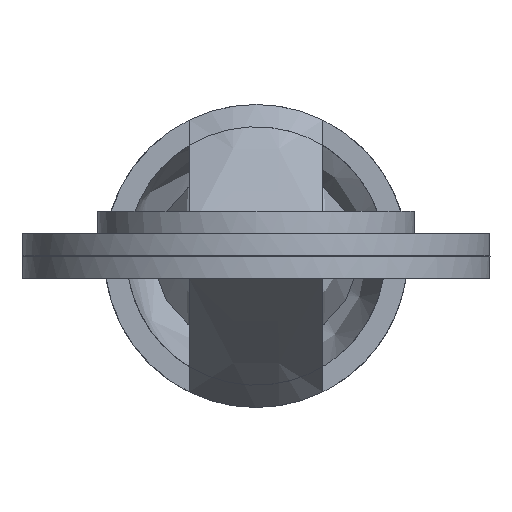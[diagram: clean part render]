
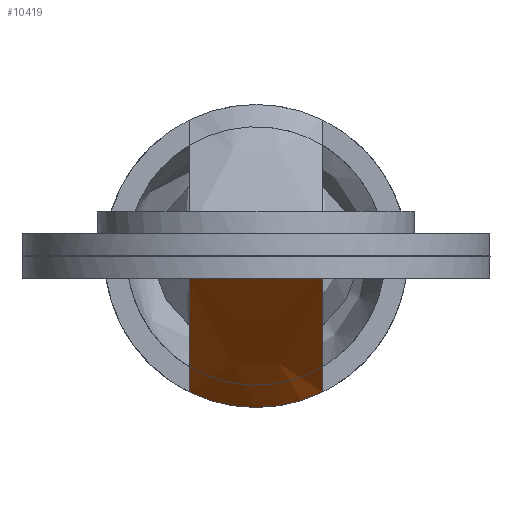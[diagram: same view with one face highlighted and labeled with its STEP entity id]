
A CAD part, left-side view. The second image highlights one B-rep face of the part: STEP entity #10419.
In plain terms, the highlighted free-form (B-spline) face has degree [3, 3] with [4, 4] control points.
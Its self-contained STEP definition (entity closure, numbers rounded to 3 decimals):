
#9536=CARTESIAN_POINT('',(-202.264,-1.5,-3.051));
#9537=VERTEX_POINT('',#9536);
#9543=CARTESIAN_POINT('',(-202.264,1.5,-3.051));
#9544=VERTEX_POINT('',#9543);
#9545=CARTESIAN_POINT('',(-202.264,-1.5,-3.051));
#9546=CARTESIAN_POINT('',(-202.264,-0.554,-3.516));
#9547=CARTESIAN_POINT('',(-202.264,0.554,-3.516));
#9548=CARTESIAN_POINT('',(-202.264,1.5,-3.051));
#9549=B_SPLINE_CURVE_WITH_KNOTS('',3,(#9545,#9546,#9547,#9548),.UNSPECIFIED.,.F.,.U.,(4,4),(0.75,1.0),.UNSPECIFIED.);
#9550=EDGE_CURVE('',#9537,#9544,#9549,.T.);
#10261=CARTESIAN_POINT('',(-205.869,1.5,-0.5));
#10262=VERTEX_POINT('',#10261);
#10263=CARTESIAN_POINT('',(-205.869,-1.5,-0.5));
#10264=VERTEX_POINT('',#10263);
#10295=CARTESIAN_POINT('',(-205.869,-1.5,-0.5));
#10296=CARTESIAN_POINT('',(-205.869,1.5,-0.5));
#10297=QUASI_UNIFORM_CURVE('',1,(#10295,#10296),.UNSPECIFIED.,.F.,.U.);
#10298=EDGE_CURVE('',#10264,#10262,#10297,.T.);
#10384=CARTESIAN_POINT('',(-202.227,-1.528,-3.066));
#10385=CARTESIAN_POINT('',(-202.227,-0.567,-3.55));
#10386=CARTESIAN_POINT('',(-202.227,0.567,-3.55));
#10387=CARTESIAN_POINT('',(-202.227,1.528,-3.066));
#10388=CARTESIAN_POINT('',(-203.453,-1.528,-2.073));
#10389=CARTESIAN_POINT('',(-203.453,-0.568,-2.566));
#10390=CARTESIAN_POINT('',(-203.453,0.568,-2.566));
#10391=CARTESIAN_POINT('',(-203.453,1.528,-2.073));
#10392=CARTESIAN_POINT('',(-204.679,-1.53,-1.464));
#10393=CARTESIAN_POINT('',(-204.679,-0.509,-1.455));
#10394=CARTESIAN_POINT('',(-204.679,0.509,-1.455));
#10395=CARTESIAN_POINT('',(-204.679,1.53,-1.464));
#10396=CARTESIAN_POINT('',(-205.905,-1.53,-0.471));
#10397=CARTESIAN_POINT('',(-205.905,-0.51,-0.471));
#10398=CARTESIAN_POINT('',(-205.905,0.51,-0.471));
#10399=CARTESIAN_POINT('',(-205.905,1.53,-0.471));
#10400=B_SPLINE_SURFACE_WITH_KNOTS('',3,3,((#10384,#10388,#10392,#10396),(#10385,#10389,#10393,#10397),(#10386,#10390,#10394,#10398),(#10387,#10391,#10395,#10399)),.UNSPECIFIED.,.F.,.F.,.U.,(4,4),(4,4),(0.0,3.229),(0.0,4.733),.UNSPECIFIED.);
#10401=ORIENTED_EDGE('',*,*,#9550,.F.);
#10402=CARTESIAN_POINT('',(-202.264,-1.5,-3.051));
#10403=CARTESIAN_POINT('',(-203.465,-1.5,-2.085));
#10404=CARTESIAN_POINT('',(-204.667,-1.5,-1.467));
#10405=CARTESIAN_POINT('',(-205.869,-1.5,-0.5));
#10406=B_SPLINE_CURVE_WITH_KNOTS('',3,(#10402,#10403,#10404,#10405),.UNSPECIFIED.,.F.,.U.,(4,4),(1.0,2.0),.UNSPECIFIED.);
#10407=EDGE_CURVE('',#9537,#10264,#10406,.T.);
#10408=ORIENTED_EDGE('',*,*,#10407,.T.);
#10409=ORIENTED_EDGE('',*,*,#10298,.T.);
#10410=CARTESIAN_POINT('',(-202.264,1.5,-3.051));
#10411=CARTESIAN_POINT('',(-203.465,1.5,-2.085));
#10412=CARTESIAN_POINT('',(-204.667,1.5,-1.467));
#10413=CARTESIAN_POINT('',(-205.869,1.5,-0.5));
#10414=B_SPLINE_CURVE_WITH_KNOTS('',3,(#10410,#10411,#10412,#10413),.UNSPECIFIED.,.F.,.U.,(4,4),(1.0,2.0),.UNSPECIFIED.);
#10415=EDGE_CURVE('',#9544,#10262,#10414,.T.);
#10416=ORIENTED_EDGE('',*,*,#10415,.F.);
#10417=EDGE_LOOP('',(#10401,#10408,#10409,#10416));
#10418=FACE_OUTER_BOUND('',#10417,.T.);
#10419=ADVANCED_FACE('',(#10418),#10400,.F.);
